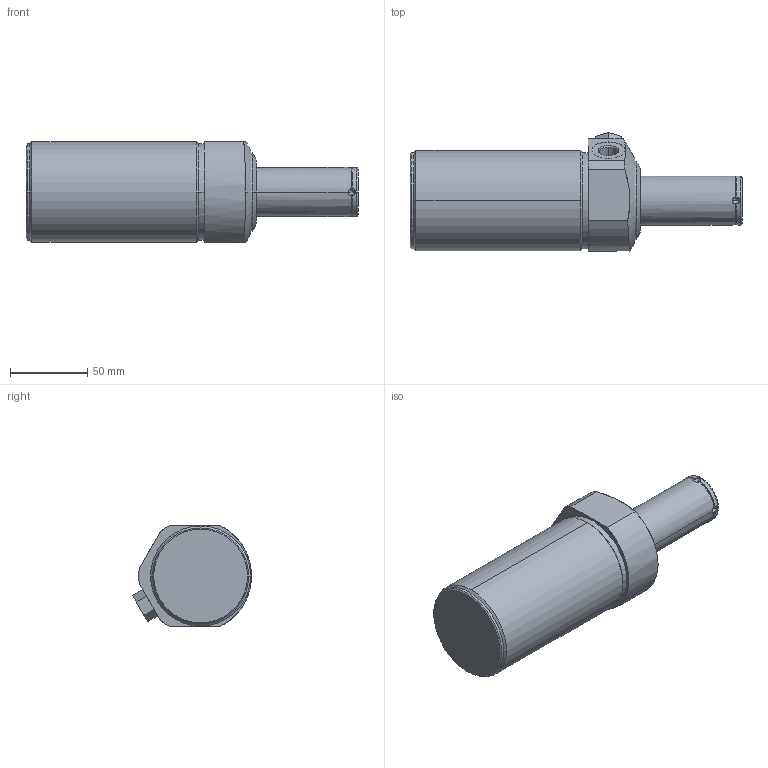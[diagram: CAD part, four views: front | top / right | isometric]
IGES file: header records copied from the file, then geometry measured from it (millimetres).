
Start section:  PTC IGES file: ilcm41502215.igs
Global section: file name: ilcm41502215.igs; native system: Creo Parametric by PTC Inc.; preprocessor: 2021164; author: Jweaver; organization: Unknown; date: 20230322.060338; units: millimetre
Bounding box: 214.95 x 77.02 x 65 mm (x, y, z)
Surface area: 48145.1 mm2 (no closed solid volume)
Topology: 0 solids, 0 shells, 92 faces, 446 edges, 436 vertices
Faces by surface type: revolution 62, bspline 30
